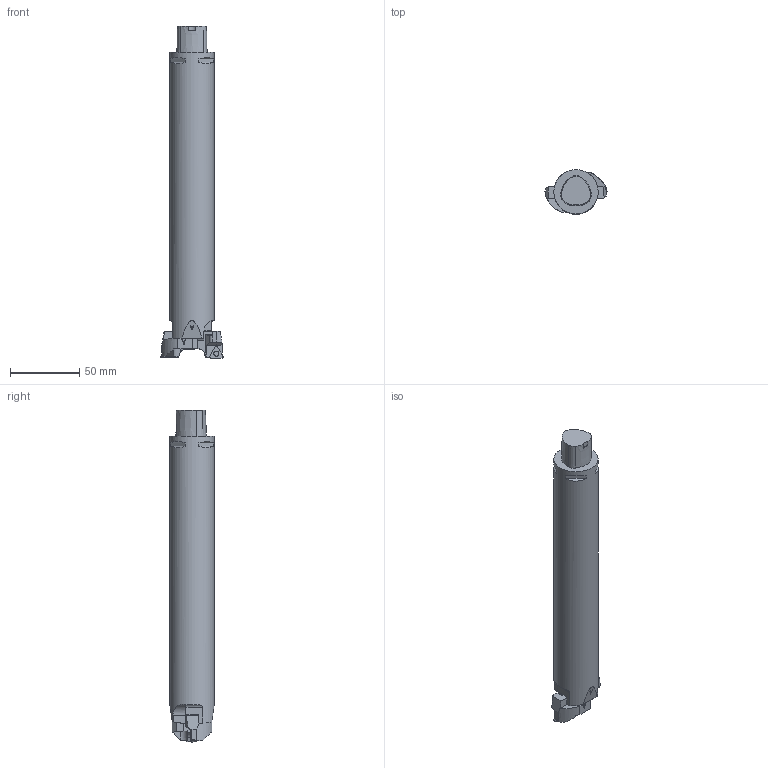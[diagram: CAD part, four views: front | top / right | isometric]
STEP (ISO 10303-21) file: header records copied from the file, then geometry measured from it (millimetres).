
FILE_DESCRIPTION(/* description */ (''),/* implementation_level */ '2;1');
FILE_NAME(/* name */ '1548245522668.stp',/* time_stamp */ '2019-01-23T13:12:19+01:00',/* author */ (''),/* organization */ ('SMS'),/* preprocessor_version */ 'ST-DEVELOPER v15',/* originating_system */ 'SIEMENS PLM Software NX 8.5',/* authorisation */ '');
FILE_SCHEMA (('AUTOMOTIVE_DESIGN { 1 0 10303 214 3 1 1 1 }'));
Length unit declared in the file: millimetre
Products named in the file (10): ASSEMBLY_CONSTRUCTION; 202022048mod000_00; 202024374mod000_00; 202021939mod000_00; 201108576mod000_00; 202022171mod000_00; 202022170mod000_00; 202022385mod000_00
Assembly tree (10 placements, depth 3):
  202022385mod000_00
    202022170mod000_00
      202021939mod000_00
      202024374mod000_00
      ASSEMBLY_CONSTRUCTION
    202022171mod000_00
      202022048mod000_00
      202024374mod000_00
      ASSEMBLY_CONSTRUCTION
    201108576mod000_00
    ASSEMBLY_CONSTRUCTION
Bounding box: 44.99 x 32 x 240 mm (x, y, z)
Volume: 176954.5 mm3; surface area: 27905.1 mm2
Topology: 5 solids, 5 shells, 203 faces, 528 edges, 370 vertices
Faces by surface type: plane 138, cylinder 25, extrusion 16, cone 16, torus 8
Full cylindrical faces by diameter (mm): 2.8 x4, 32 x1
Entity records: 6794 total; most frequent: CARTESIAN_POINT 1754, ORIENTED_EDGE 946, DIRECTION 901, EDGE_CURVE 473, VERTEX_POINT 320, VECTOR 305, AXIS2_PLACEMENT_3D 298, LINE 289
